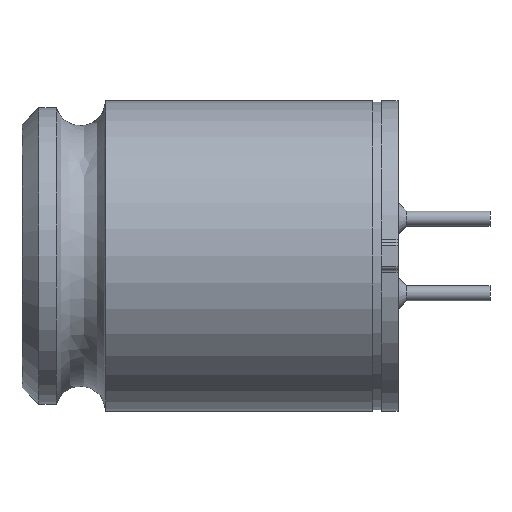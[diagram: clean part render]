
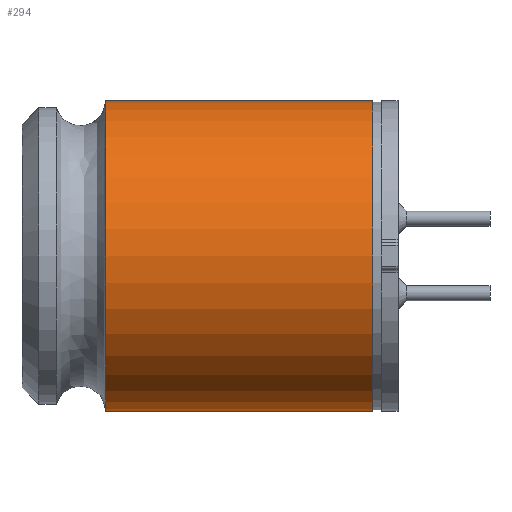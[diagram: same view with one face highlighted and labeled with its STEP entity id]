
A CAD part, left-side view. The second image highlights one B-rep face of the part: STEP entity #294.
In plain terms, the highlighted cylindrical face has radius 4.65 mm (diameter 9.3 mm), a partial arc.
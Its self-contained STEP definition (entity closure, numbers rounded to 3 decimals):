
#16 = VECTOR ( 'NONE', #3081, 1000. ) ;
#86 = AXIS2_PLACEMENT_3D ( 'NONE', #3341, #2518, #802 ) ;
#163 = ORIENTED_EDGE ( 'NONE', *, *, #743, .T. ) ;
#217 = ORIENTED_EDGE ( 'NONE', *, *, #987, .T. ) ;
#249 = VERTEX_POINT ( 'NONE', #3233 ) ;
#294 = ADVANCED_FACE ( 'NONE', ( #1625 ), #1390, .T. ) ;
#426 = DIRECTION ( 'NONE',  ( 0., -1., 0. ) ) ;
#743 = EDGE_CURVE ( 'NONE', #2490, #249, #1821, .T. ) ;
#754 = DIRECTION ( 'NONE',  ( 0., 0., -1. ) ) ;
#802 = DIRECTION ( 'NONE',  ( 0., 0., -1. ) ) ;
#879 = CIRCLE ( 'NONE', #1608, 4.65 ) ;
#987 = EDGE_CURVE ( 'NONE', #249, #2727, #1256, .T. ) ;
#1256 = LINE ( 'NONE', #3509, #1450 ) ;
#1390 = CYLINDRICAL_SURFACE ( 'NONE', #86, 4.65 ) ;
#1399 = CARTESIAN_POINT ( 'NONE',  ( 0., 3.125, 4.65 ) ) ;
#1419 = ORIENTED_EDGE ( 'NONE', *, *, #1689, .F. ) ;
#1445 = CARTESIAN_POINT ( 'NONE',  ( 0., -4.875, 0. ) ) ;
#1450 = VECTOR ( 'NONE', #426, 1000. ) ;
#1608 = AXIS2_PLACEMENT_3D ( 'NONE', #1445, #2578, #2300 ) ;
#1625 = FACE_OUTER_BOUND ( 'NONE', #1839, .T. ) ;
#1626 = DIRECTION ( 'NONE',  ( 0., -1., 0. ) ) ;
#1658 = CARTESIAN_POINT ( 'NONE',  ( 0., -4.875, -4.65 ) ) ;
#1689 = EDGE_CURVE ( 'NONE', #2490, #2909, #2562, .T. ) ;
#1821 = CIRCLE ( 'NONE', #1941, 4.65 ) ;
#1839 = EDGE_LOOP ( 'NONE', ( #1419, #163, #217, #2003 ) ) ;
#1941 = AXIS2_PLACEMENT_3D ( 'NONE', #3270, #1626, #754 ) ;
#1951 = CARTESIAN_POINT ( 'NONE',  ( 0., 5.625, 4.65 ) ) ;
#1969 = CARTESIAN_POINT ( 'NONE',  ( 0., -4.875, 4.65 ) ) ;
#2003 = ORIENTED_EDGE ( 'NONE', *, *, #3432, .T. ) ;
#2300 = DIRECTION ( 'NONE',  ( 0., 0., -1. ) ) ;
#2490 = VERTEX_POINT ( 'NONE', #1399 ) ;
#2518 = DIRECTION ( 'NONE',  ( 0., -1., 0. ) ) ;
#2562 = LINE ( 'NONE', #1951, #16 ) ;
#2578 = DIRECTION ( 'NONE',  ( 0., 1., 0. ) ) ;
#2727 = VERTEX_POINT ( 'NONE', #1658 ) ;
#2909 = VERTEX_POINT ( 'NONE', #1969 ) ;
#3081 = DIRECTION ( 'NONE',  ( 0., -1., 0. ) ) ;
#3233 = CARTESIAN_POINT ( 'NONE',  ( 0., 3.125, -4.65 ) ) ;
#3270 = CARTESIAN_POINT ( 'NONE',  ( 0., 3.125, 0. ) ) ;
#3341 = CARTESIAN_POINT ( 'NONE',  ( 0., 5.625, 0. ) ) ;
#3432 = EDGE_CURVE ( 'NONE', #2727, #2909, #879, .T. ) ;
#3509 = CARTESIAN_POINT ( 'NONE',  ( 0., 5.625, -4.65 ) ) ;
